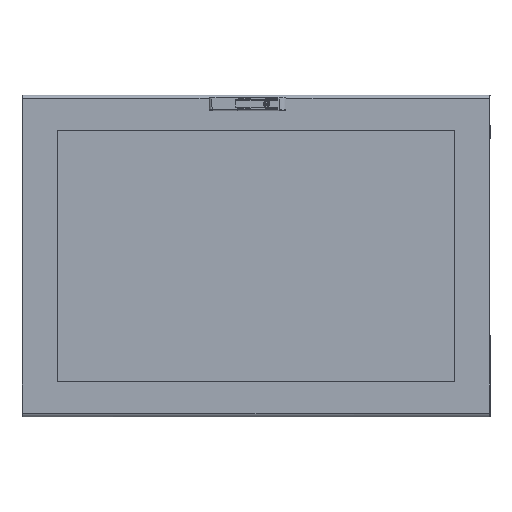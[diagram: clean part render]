
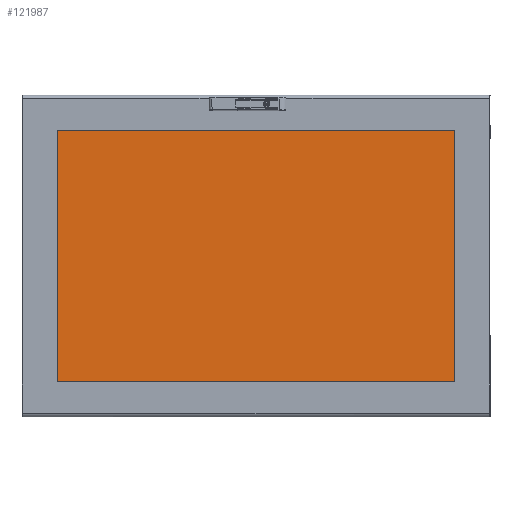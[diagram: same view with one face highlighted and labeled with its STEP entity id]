
A CAD part, top view. The second image highlights one B-rep face of the part: STEP entity #121987.
In plain terms, the highlighted planar face has unit normal (0, 0, 1).
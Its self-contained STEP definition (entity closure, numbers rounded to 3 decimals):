
#10735 = CARTESIAN_POINT ( 'NONE',  ( -510., -330., 4. ) ) ;
#10751 = CARTESIAN_POINT ( 'NONE',  ( -510., 330., 4. ) ) ;
#10774 = CARTESIAN_POINT ( 'NONE',  ( 510., -330., 4. ) ) ;
#10800 = CARTESIAN_POINT ( 'NONE',  ( 510., 330., 4. ) ) ;
#79281 = AXIS2_PLACEMENT_3D ( 'NONE', #105532, #105547, #105549 ) ;
#79737 = ORIENTED_EDGE ( 'NONE', *, *, #125214, .T. ) ;
#79739 = ORIENTED_EDGE ( 'NONE', *, *, #125218, .T. ) ;
#79741 = ORIENTED_EDGE ( 'NONE', *, *, #125221, .T. ) ;
#79743 = ORIENTED_EDGE ( 'NONE', *, *, #125223, .T. ) ;
#100928 = VERTEX_POINT ( 'NONE', #10735 ) ;
#100945 = VERTEX_POINT ( 'NONE', #10751 ) ;
#100961 = VERTEX_POINT ( 'NONE', #10774 ) ;
#100978 = VERTEX_POINT ( 'NONE', #10800 ) ;
#103263 = EDGE_LOOP ( 'NONE', ( #79737, #79739, #79741, #79743 ) ) ;
#105532 = CARTESIAN_POINT ( 'NONE',  ( -510., -330., 4. ) ) ;
#105541 = FACE_OUTER_BOUND ( 'NONE', #103263, .T. ) ;
#105543 = PLANE ( 'NONE',  #79281 ) ;
#105547 = DIRECTION ( 'NONE',  ( 0., 0., 1. ) ) ;
#105549 = DIRECTION ( 'NONE',  ( 1., 0., 0. ) ) ;
#119222 = VECTOR ( 'NONE', #129977, 1000. ) ;
#119227 = VECTOR ( 'NONE', #129987, 1000. ) ;
#119233 = VECTOR ( 'NONE', #129995, 1000. ) ;
#119244 = VECTOR ( 'NONE', #130001, 1000. ) ;
#121987 = ADVANCED_FACE ( 'NONE', ( #105541 ), #105543, .T. ) ;
#125214 = EDGE_CURVE ( 'NONE', #100945, #100928, #129965, .T. ) ;
#125218 = EDGE_CURVE ( 'NONE', #100928, #100961, #129973, .T. ) ;
#125221 = EDGE_CURVE ( 'NONE', #100961, #100978, #129976, .T. ) ;
#125223 = EDGE_CURVE ( 'NONE', #100978, #100945, #129999, .T. ) ;
#129965 = LINE ( 'NONE', #129975, #119222 ) ;
#129973 = LINE ( 'NONE', #129986, #119227 ) ;
#129975 = CARTESIAN_POINT ( 'NONE',  ( -510., 330., 4. ) ) ;
#129976 = LINE ( 'NONE', #129994, #119233 ) ;
#129977 = DIRECTION ( 'NONE',  ( 0., -1., 0. ) ) ;
#129986 = CARTESIAN_POINT ( 'NONE',  ( -510., -330., 4. ) ) ;
#129987 = DIRECTION ( 'NONE',  ( 1., 0., 0. ) ) ;
#129994 = CARTESIAN_POINT ( 'NONE',  ( 510., 330., 4. ) ) ;
#129995 = DIRECTION ( 'NONE',  ( 0., 1., 0. ) ) ;
#129999 = LINE ( 'NONE', #130000, #119244 ) ;
#130000 = CARTESIAN_POINT ( 'NONE',  ( -510., 330., 4. ) ) ;
#130001 = DIRECTION ( 'NONE',  ( -1., 0., 0. ) ) ;
